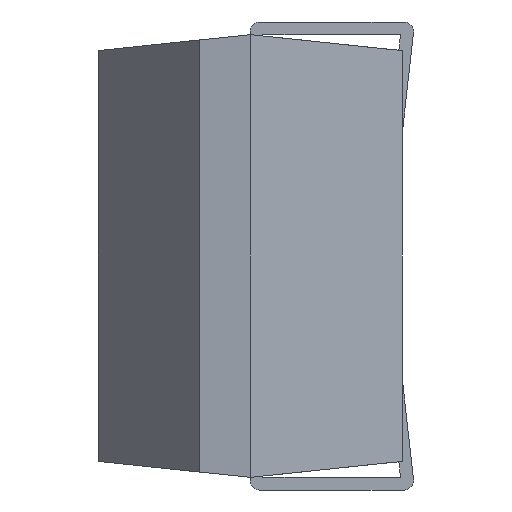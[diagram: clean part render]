
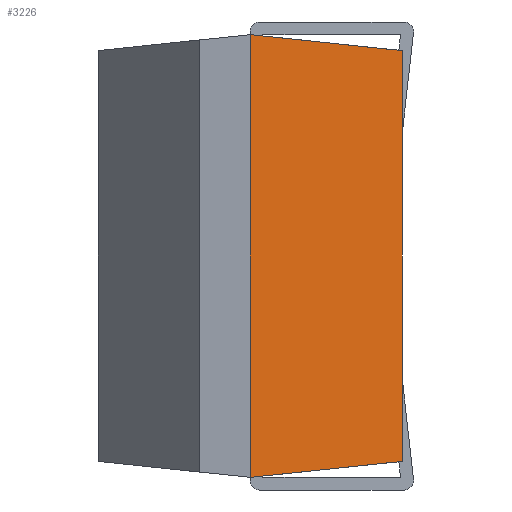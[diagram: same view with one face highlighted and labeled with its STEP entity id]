
A CAD part, left-side view. The second image highlights one B-rep face of the part: STEP entity #3226.
In plain terms, the highlighted planar face has unit normal (-0.995, -0.104, 0).
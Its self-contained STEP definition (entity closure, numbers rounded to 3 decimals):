
#176 = VECTOR ( 'NONE', #981, 1000. ) ;
#335 = LINE ( 'NONE', #496, #176 ) ;
#363 = VERTEX_POINT ( 'NONE', #619 ) ;
#496 = CARTESIAN_POINT ( 'NONE',  ( -3.824, -1.2, 1.75 ) ) ;
#619 = CARTESIAN_POINT ( 'NONE',  ( -3.824, -1.2, 1.624 ) ) ;
#879 = ORIENTED_EDGE ( 'NONE', *, *, #6196, .F. ) ;
#921 = ORIENTED_EDGE ( 'NONE', *, *, #4512, .F. ) ;
#937 = DIRECTION ( 'NONE',  ( -0.995, -0.105, 0. ) ) ;
#981 = DIRECTION ( 'NONE',  ( 0., 0., 1. ) ) ;
#1062 = EDGE_CURVE ( 'NONE', #363, #5609, #4980, .T. ) ;
#1133 = VERTEX_POINT ( 'NONE', #5717 ) ;
#1137 = ORIENTED_EDGE ( 'NONE', *, *, #2225, .T. ) ;
#1385 = DIRECTION ( 'NONE',  ( 0., 0., 1. ) ) ;
#1429 = DIRECTION ( 'NONE',  ( -0.104, 0.989, -0.104 ) ) ;
#1720 = AXIS2_PLACEMENT_3D ( 'NONE', #3839, #937, #4288 ) ;
#1904 = DIRECTION ( 'NONE',  ( -0.104, 0.989, 0.104 ) ) ;
#2225 = EDGE_CURVE ( 'NONE', #1133, #363, #335, .T. ) ;
#2306 = VECTOR ( 'NONE', #1904, 1000. ) ;
#2790 = LINE ( 'NONE', #4739, #4357 ) ;
#2800 = ORIENTED_EDGE ( 'NONE', *, *, #1062, .T. ) ;
#3004 = VECTOR ( 'NONE', #1429, 1000. ) ;
#3226 = ADVANCED_FACE ( 'NONE', ( #3243 ), #5682, .T. ) ;
#3243 = FACE_OUTER_BOUND ( 'NONE', #3963, .T. ) ;
#3839 = CARTESIAN_POINT ( 'NONE',  ( -3.95, 0., 1.75 ) ) ;
#3963 = EDGE_LOOP ( 'NONE', ( #921, #879, #1137, #2800 ) ) ;
#4288 = DIRECTION ( 'NONE',  ( 0.105, -0.995, 0. ) ) ;
#4304 = CARTESIAN_POINT ( 'NONE',  ( -3.95, 0., -1.75 ) ) ;
#4357 = VECTOR ( 'NONE', #1385, 1000. ) ;
#4512 = EDGE_CURVE ( 'NONE', #6207, #5609, #2790, .T. ) ;
#4739 = CARTESIAN_POINT ( 'NONE',  ( -3.95, 0., 1.75 ) ) ;
#4777 = CARTESIAN_POINT ( 'NONE',  ( -3.95, 0., -1.75 ) ) ;
#4925 = LINE ( 'NONE', #4304, #3004 ) ;
#4980 = LINE ( 'NONE', #5586, #2306 ) ;
#5462 = CARTESIAN_POINT ( 'NONE',  ( -3.95, 0., 1.75 ) ) ;
#5586 = CARTESIAN_POINT ( 'NONE',  ( -3.95, 0., 1.75 ) ) ;
#5609 = VERTEX_POINT ( 'NONE', #5462 ) ;
#5682 = PLANE ( 'NONE',  #1720 ) ;
#5717 = CARTESIAN_POINT ( 'NONE',  ( -3.824, -1.2, -1.624 ) ) ;
#6196 = EDGE_CURVE ( 'NONE', #1133, #6207, #4925, .T. ) ;
#6207 = VERTEX_POINT ( 'NONE', #4777 ) ;
